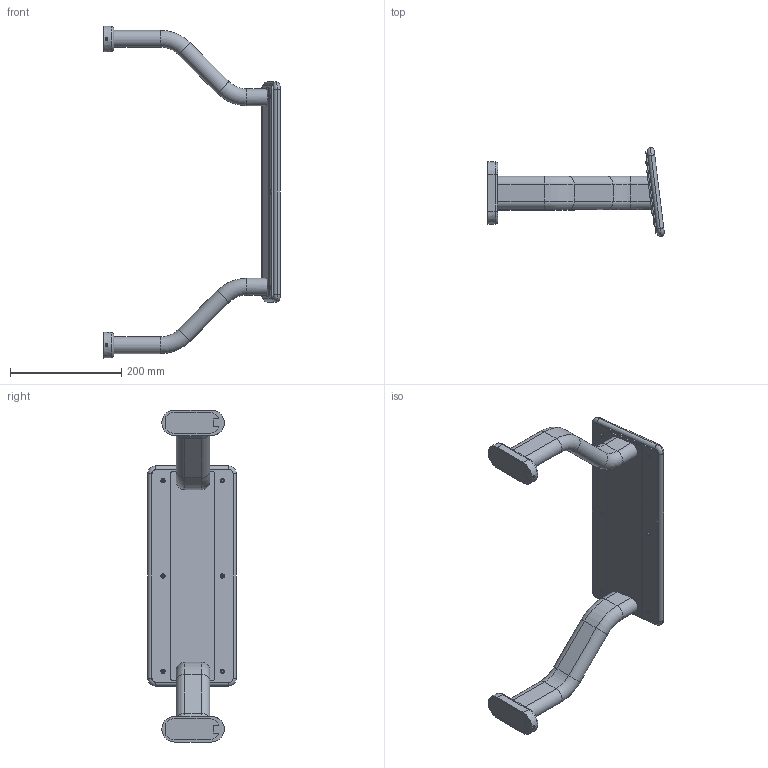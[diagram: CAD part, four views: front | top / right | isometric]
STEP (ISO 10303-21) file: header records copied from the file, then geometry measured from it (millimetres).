
FILE_DESCRIPTION (( 'STEP AP203' ), '1' );
FILE_NAME ('RM 550 BS.STEP', '2023-07-27T06:30:41', ( '' ), ( '' ), 'SwSTEP 2.0', 'SolidWorks 2023', '' );
FILE_SCHEMA (( 'CONFIG_CONTROL_DESIGN' ));
Length unit declared in the file: millimetre
Products named in the file (1): RM 550 BS
Bounding box: 316.84 x 158.88 x 596 mm (x, y, z)
Volume: 2160847.7 mm3; surface area: 255686.3 mm2
Topology: 1 solids, 1 shells, 142 faces, 348 edges, 224 vertices
Faces by surface type: cylinder 52, plane 42, torus 20, sphere 12, cone 10, bspline 6
Entity records: 7324 total; most frequent: CARTESIAN_POINT 3820, DIRECTION 768, ORIENTED_EDGE 696, EDGE_CURVE 348, AXIS2_PLACEMENT_3D 315, VERTEX_POINT 224, CIRCLE 178, EDGE_LOOP 158
